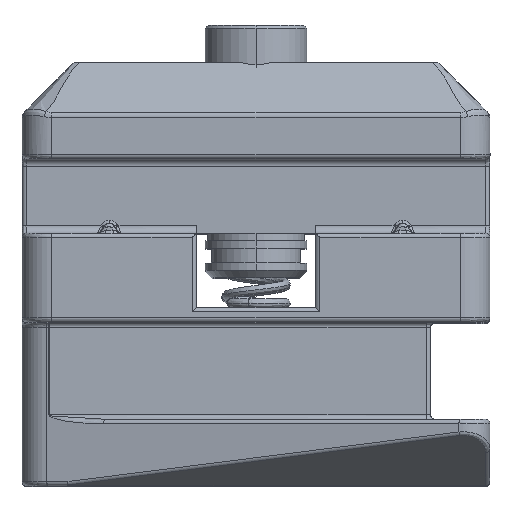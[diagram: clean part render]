
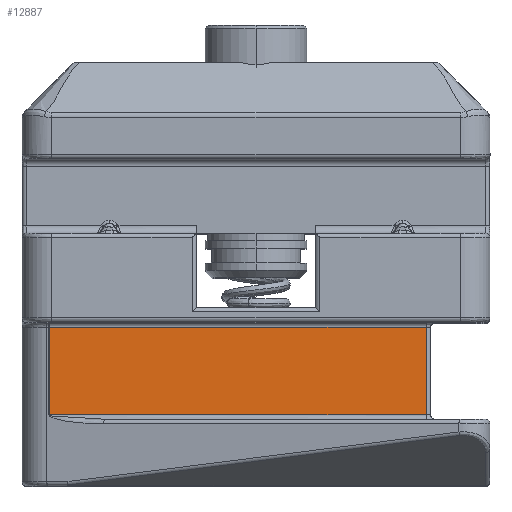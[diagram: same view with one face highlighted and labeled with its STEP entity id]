
A CAD part, top view. The second image highlights one B-rep face of the part: STEP entity #12887.
In plain terms, the highlighted planar face has unit normal (0, 0, 1).
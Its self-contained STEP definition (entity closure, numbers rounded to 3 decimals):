
#1333 = VECTOR ( 'NONE', #7292, 1000. ) ;
#2996 = VECTOR ( 'NONE', #14590, 1000. ) ;
#3321 = CARTESIAN_POINT ( 'NONE',  ( -88.302, 47.895, -26.163 ) ) ;
#7292 = DIRECTION ( 'NONE',  ( 0., 1., 0. ) ) ;
#7870 = CARTESIAN_POINT ( 'NONE',  ( -88.302, 48.195, -26.163 ) ) ;
#10932 = VERTEX_POINT ( 'NONE', #3321 ) ;
#11824 = DIRECTION ( 'NONE',  ( 0., -1., 0. ) ) ;
#12374 = EDGE_CURVE ( 'NONE', #10932, #24084, #17234, .T. ) ;
#12616 = ORIENTED_EDGE ( 'NONE', *, *, #41635, .F. ) ;
#12887 = ADVANCED_FACE ( 'NONE', ( #41745 ), #24328, .F. ) ;
#13393 = ORIENTED_EDGE ( 'NONE', *, *, #41114, .F. ) ;
#14590 = DIRECTION ( 'NONE',  ( -1., 0., 0. ) ) ;
#14674 = EDGE_CURVE ( 'NONE', #10932, #14999, #20314, .T. ) ;
#14999 = VERTEX_POINT ( 'NONE', #19480 ) ;
#16344 = ORIENTED_EDGE ( 'NONE', *, *, #14674, .T. ) ;
#17205 = VECTOR ( 'NONE', #37825, 1000. ) ;
#17234 = LINE ( 'NONE', #7870, #34308 ) ;
#17998 = DIRECTION ( 'NONE',  ( 0., 0., -1. ) ) ;
#19115 = VERTEX_POINT ( 'NONE', #26778 ) ;
#19480 = CARTESIAN_POINT ( 'NONE',  ( -113.639, 47.895, -26.163 ) ) ;
#19653 = LINE ( 'NONE', #39496, #1333 ) ;
#20314 = LINE ( 'NONE', #33925, #2996 ) ;
#24084 = VERTEX_POINT ( 'NONE', #27107 ) ;
#24328 = PLANE ( 'NONE',  #24564 ) ;
#24564 = AXIS2_PLACEMENT_3D ( 'NONE', #37218, #17998, #40430 ) ;
#26778 = CARTESIAN_POINT ( 'NONE',  ( -113.639, 41.995, -26.163 ) ) ;
#27107 = CARTESIAN_POINT ( 'NONE',  ( -88.302, 41.995, -26.163 ) ) ;
#33925 = CARTESIAN_POINT ( 'NONE',  ( -84.002, 47.895, -26.163 ) ) ;
#34284 = LINE ( 'NONE', #40763, #17205 ) ;
#34308 = VECTOR ( 'NONE', #11824, 1000. ) ;
#35170 = EDGE_LOOP ( 'NONE', ( #13393, #39591, #16344, #12616 ) ) ;
#37218 = CARTESIAN_POINT ( 'NONE',  ( -84.002, 48.195, -26.163 ) ) ;
#37825 = DIRECTION ( 'NONE',  ( -1., 0., 0. ) ) ;
#39496 = CARTESIAN_POINT ( 'NONE',  ( -113.639, 48.195, -26.163 ) ) ;
#39591 = ORIENTED_EDGE ( 'NONE', *, *, #12374, .F. ) ;
#40430 = DIRECTION ( 'NONE',  ( -1., 0., 0. ) ) ;
#40763 = CARTESIAN_POINT ( 'NONE',  ( -84.002, 41.995, -26.163 ) ) ;
#41114 = EDGE_CURVE ( 'NONE', #24084, #19115, #34284, .T. ) ;
#41635 = EDGE_CURVE ( 'NONE', #19115, #14999, #19653, .T. ) ;
#41745 = FACE_OUTER_BOUND ( 'NONE', #35170, .T. ) ;
